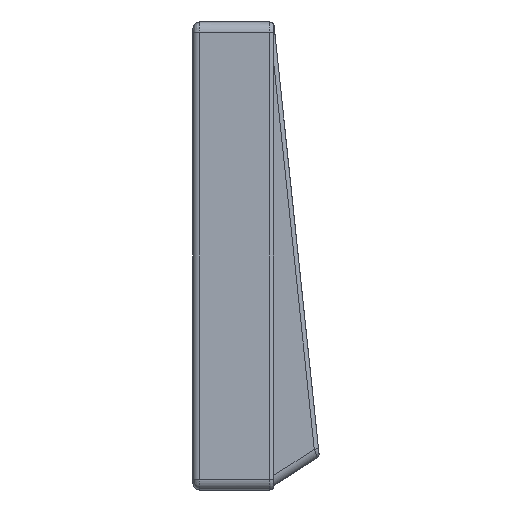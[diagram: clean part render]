
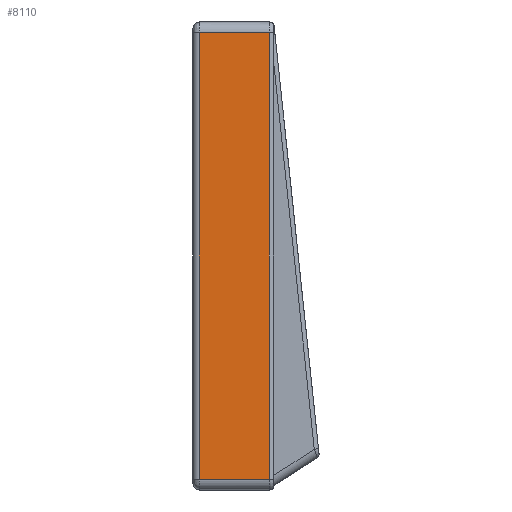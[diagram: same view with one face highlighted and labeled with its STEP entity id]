
A CAD part, left-side view. The second image highlights one B-rep face of the part: STEP entity #8110.
In plain terms, the highlighted planar face has unit normal (-1, 0, 0).
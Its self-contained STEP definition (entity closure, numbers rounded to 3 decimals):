
#157=PLANE('',#8651);
#721=FACE_OUTER_BOUND('',#1191,.T.);
#1191=EDGE_LOOP('',(#6569,#6570,#6571,#6572));
#2330=LINE('',#17595,#2925);
#2331=LINE('',#17597,#2926);
#2332=LINE('',#17599,#2927);
#2333=LINE('',#17600,#2928);
#2925=VECTOR('',#10014,1000.);
#2926=VECTOR('',#10015,10.);
#2927=VECTOR('',#10016,1000.);
#2928=VECTOR('',#10017,1000.);
#3788=VERTEX_POINT('',#17593);
#3789=VERTEX_POINT('',#17594);
#3790=VERTEX_POINT('',#17596);
#3791=VERTEX_POINT('',#17598);
#4849=EDGE_CURVE('',#3788,#3789,#2330,.T.);
#4850=EDGE_CURVE('',#3789,#3790,#2331,.T.);
#4851=EDGE_CURVE('',#3790,#3791,#2332,.T.);
#4852=EDGE_CURVE('',#3791,#3788,#2333,.T.);
#6569=ORIENTED_EDGE('',*,*,#4849,.T.);
#6570=ORIENTED_EDGE('',*,*,#4850,.T.);
#6571=ORIENTED_EDGE('',*,*,#4851,.T.);
#6572=ORIENTED_EDGE('',*,*,#4852,.T.);
#8110=ADVANCED_FACE('',(#721),#157,.F.);
#8651=AXIS2_PLACEMENT_3D('',#17592,#10012,#10013);
#10012=DIRECTION('center_axis',(1.,0.,0.));
#10013=DIRECTION('ref_axis',(0.,0.,-1.));
#10014=DIRECTION('',(0.,-1.,0.));
#10015=DIRECTION('',(0.,0.,1.));
#10016=DIRECTION('',(0.,1.,0.));
#10017=DIRECTION('',(0.,0.,-1.));
#17592=CARTESIAN_POINT('Origin',(-147.85,19.,-55.1));
#17593=CARTESIAN_POINT('',(-147.85,17.5,-52.6));
#17594=CARTESIAN_POINT('',(-147.85,1.,-52.6));
#17595=CARTESIAN_POINT('',(-147.85,19.,-52.6));
#17596=CARTESIAN_POINT('',(-147.85,1.,52.6));
#17597=CARTESIAN_POINT('',(-147.85,1.,-52.6));
#17598=CARTESIAN_POINT('',(-147.85,17.5,52.6));
#17599=CARTESIAN_POINT('',(-147.85,19.,52.6));
#17600=CARTESIAN_POINT('',(-147.85,17.5,-52.6));
